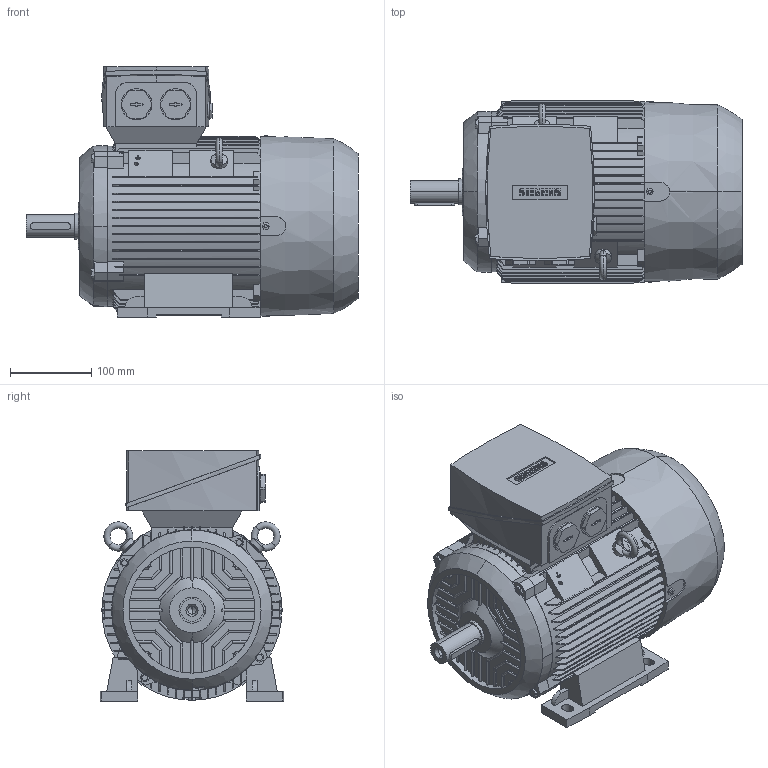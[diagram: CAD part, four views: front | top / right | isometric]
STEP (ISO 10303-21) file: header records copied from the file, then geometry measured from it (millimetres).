
FILE_DESCRIPTION(('STEP AP214'),'1');
FILE_NAME('cctmp_4FC7C215-AAF2-49E7-8331-F123513C8652_2023_06_26_15_00_06_0871..stp','2023-06-26T13:00:07',('SIEMENS A&D'),('CADClick - www.CADClick.com'),'Spatial InterOp 3D',' ','unknown authorization');
FILE_SCHEMA(('AUTOMOTIVE_DESIGN'));
Length unit declared in the file: millimetre
Products named in the file (1): 2023_06_26_15_00_06_0856
Bounding box: 408.5 x 226 x 308 mm (x, y, z)
Volume: 13534259.5 mm3; surface area: 621250.3 mm2
Topology: 1 solids, 1 shells, 1239 faces, 3522 edges, 2305 vertices
Faces by surface type: plane 785, cylinder 286, torus 130, cone 34, sphere 4
Entity records: 58013 total; most frequent: CARTESIAN_POINT 16567, ORIENTED_EDGE 6992, DIRECTION 6110, EDGE_CURVE 3496, VERTEX_POINT 2305, LINE 2104, VECTOR 2104, AXIS2_PLACEMENT_3D 2003
